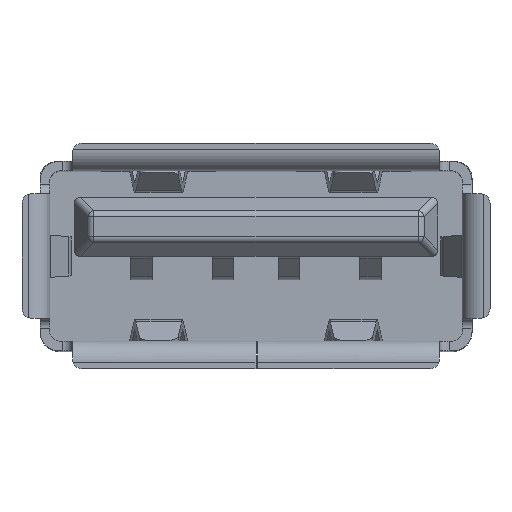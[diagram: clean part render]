
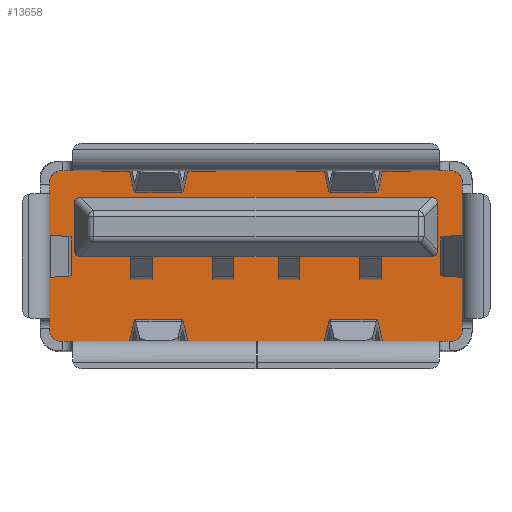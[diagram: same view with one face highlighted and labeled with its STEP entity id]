
A CAD part, top view. The second image highlights one B-rep face of the part: STEP entity #13658.
In plain terms, the highlighted planar face has unit normal (0, 0, 1).
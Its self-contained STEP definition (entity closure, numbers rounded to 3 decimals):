
#1065=FACE_BOUND('',#2305,.T.);
#1110=PLANE('',#14424);
#1557=FACE_OUTER_BOUND('',#2304,.T.);
#2304=EDGE_LOOP('',(#9597,#9598,#9599,#9600,#9601,#9602,#9603,#9604));
#2305=EDGE_LOOP('',(#9605,#9606,#9607,#9608,#9609,#9610,#9611,#9612,#9613,
#9614,#9615,#9616,#9617,#9618,#9619,#9620,#9621,#9622,#9623,#9624,#9625,
#9626,#9627,#9628));
#3084=LINE('',#19191,#4477);
#3099=LINE('',#19222,#4492);
#3114=LINE('',#19253,#4507);
#3129=LINE('',#19284,#4522);
#3139=LINE('',#19305,#4532);
#3145=LINE('',#19324,#4538);
#3159=LINE('',#19355,#4552);
#3164=LINE('',#19373,#4557);
#3165=LINE('',#19377,#4558);
#3166=LINE('',#19378,#4559);
#3167=LINE('',#19380,#4560);
#3168=LINE('',#19382,#4561);
#3169=LINE('',#19386,#4562);
#3170=LINE('',#19390,#4563);
#3171=LINE('',#19394,#4564);
#3172=LINE('',#19398,#4565);
#3173=LINE('',#19399,#4566);
#3174=LINE('',#19401,#4567);
#3175=LINE('',#19403,#4568);
#3176=LINE('',#19404,#4569);
#3177=LINE('',#19406,#4570);
#3178=LINE('',#19408,#4571);
#3179=LINE('',#19409,#4572);
#3180=LINE('',#19410,#4573);
#4477=VECTOR('',#15550,1000.);
#4492=VECTOR('',#15569,1000.);
#4507=VECTOR('',#15588,1000.);
#4522=VECTOR('',#15607,1000.);
#4532=VECTOR('',#15621,1000.);
#4538=VECTOR('',#15637,1000.);
#4552=VECTOR('',#15661,1000.);
#4557=VECTOR('',#15682,1000.);
#4558=VECTOR('',#15685,1000.);
#4559=VECTOR('',#15686,1000.);
#4560=VECTOR('',#15687,1000.);
#4561=VECTOR('',#15688,1000.);
#4562=VECTOR('',#15691,1000.);
#4563=VECTOR('',#15694,1000.);
#4564=VECTOR('',#15697,1000.);
#4565=VECTOR('',#15700,1000.);
#4566=VECTOR('',#15701,1000.);
#4567=VECTOR('',#15702,1000.);
#4568=VECTOR('',#15703,1000.);
#4569=VECTOR('',#15704,1000.);
#4570=VECTOR('',#15705,1000.);
#4571=VECTOR('',#15706,1000.);
#4572=VECTOR('',#15707,1000.);
#4573=VECTOR('',#15708,1000.);
#5845=CIRCLE('',#14409,0.3);
#5847=CIRCLE('',#14413,0.3);
#5850=CIRCLE('',#14418,0.3);
#5852=CIRCLE('',#14421,0.3);
#5854=CIRCLE('',#14425,0.2);
#5855=CIRCLE('',#14426,0.2);
#5856=CIRCLE('',#14427,0.2);
#5857=CIRCLE('',#14428,0.2);
#6202=VERTEX_POINT('',#19189);
#6203=VERTEX_POINT('',#19190);
#6216=VERTEX_POINT('',#19220);
#6217=VERTEX_POINT('',#19221);
#6230=VERTEX_POINT('',#19251);
#6231=VERTEX_POINT('',#19252);
#6244=VERTEX_POINT('',#19282);
#6245=VERTEX_POINT('',#19283);
#6253=VERTEX_POINT('',#19302);
#6254=VERTEX_POINT('',#19304);
#6259=VERTEX_POINT('',#19316);
#6260=VERTEX_POINT('',#19320);
#6262=VERTEX_POINT('',#19323);
#6268=VERTEX_POINT('',#19339);
#6274=VERTEX_POINT('',#19353);
#6276=VERTEX_POINT('',#19362);
#6280=VERTEX_POINT('',#19375);
#6281=VERTEX_POINT('',#19376);
#6282=VERTEX_POINT('',#19379);
#6283=VERTEX_POINT('',#19381);
#6284=VERTEX_POINT('',#19383);
#6285=VERTEX_POINT('',#19385);
#6286=VERTEX_POINT('',#19387);
#6287=VERTEX_POINT('',#19389);
#6288=VERTEX_POINT('',#19391);
#6289=VERTEX_POINT('',#19393);
#6290=VERTEX_POINT('',#19395);
#6291=VERTEX_POINT('',#19397);
#6292=VERTEX_POINT('',#19400);
#6293=VERTEX_POINT('',#19402);
#6294=VERTEX_POINT('',#19405);
#6295=VERTEX_POINT('',#19407);
#7492=EDGE_CURVE('',#6202,#6203,#3084,.T.);
#7507=EDGE_CURVE('',#6216,#6217,#3099,.T.);
#7522=EDGE_CURVE('',#6230,#6231,#3114,.T.);
#7537=EDGE_CURVE('',#6244,#6245,#3129,.T.);
#7548=EDGE_CURVE('',#6254,#6253,#3139,.T.);
#7555=EDGE_CURVE('',#6253,#6259,#5845,.T.);
#7557=EDGE_CURVE('',#6262,#6260,#3145,.T.);
#7568=EDGE_CURVE('',#6268,#6254,#5847,.T.);
#7574=EDGE_CURVE('',#6259,#6274,#3159,.T.);
#7576=EDGE_CURVE('',#6274,#6262,#5850,.T.);
#7579=EDGE_CURVE('',#6260,#6276,#5852,.T.);
#7584=EDGE_CURVE('',#6276,#6268,#3164,.T.);
#7585=EDGE_CURVE('',#6280,#6281,#3165,.T.);
#7586=EDGE_CURVE('',#6245,#6280,#3166,.T.);
#7587=EDGE_CURVE('',#6282,#6244,#3167,.T.);
#7588=EDGE_CURVE('',#6283,#6282,#3168,.T.);
#7589=EDGE_CURVE('',#6283,#6284,#5854,.T.);
#7590=EDGE_CURVE('',#6285,#6284,#3169,.T.);
#7591=EDGE_CURVE('',#6285,#6286,#5855,.T.);
#7592=EDGE_CURVE('',#6287,#6286,#3170,.T.);
#7593=EDGE_CURVE('',#6287,#6288,#5856,.T.);
#7594=EDGE_CURVE('',#6289,#6288,#3171,.T.);
#7595=EDGE_CURVE('',#6289,#6290,#5857,.T.);
#7596=EDGE_CURVE('',#6291,#6290,#3172,.T.);
#7597=EDGE_CURVE('',#6203,#6291,#3173,.T.);
#7598=EDGE_CURVE('',#6292,#6202,#3174,.T.);
#7599=EDGE_CURVE('',#6293,#6292,#3175,.T.);
#7600=EDGE_CURVE('',#6217,#6293,#3176,.T.);
#7601=EDGE_CURVE('',#6294,#6216,#3177,.T.);
#7602=EDGE_CURVE('',#6295,#6294,#3178,.T.);
#7603=EDGE_CURVE('',#6231,#6295,#3179,.T.);
#7604=EDGE_CURVE('',#6281,#6230,#3180,.T.);
#9597=ORIENTED_EDGE('',*,*,#7568,.T.);
#9598=ORIENTED_EDGE('',*,*,#7548,.T.);
#9599=ORIENTED_EDGE('',*,*,#7555,.T.);
#9600=ORIENTED_EDGE('',*,*,#7574,.T.);
#9601=ORIENTED_EDGE('',*,*,#7576,.T.);
#9602=ORIENTED_EDGE('',*,*,#7557,.T.);
#9603=ORIENTED_EDGE('',*,*,#7579,.T.);
#9604=ORIENTED_EDGE('',*,*,#7584,.T.);
#9605=ORIENTED_EDGE('',*,*,#7585,.F.);
#9606=ORIENTED_EDGE('',*,*,#7586,.F.);
#9607=ORIENTED_EDGE('',*,*,#7537,.F.);
#9608=ORIENTED_EDGE('',*,*,#7587,.F.);
#9609=ORIENTED_EDGE('',*,*,#7588,.F.);
#9610=ORIENTED_EDGE('',*,*,#7589,.T.);
#9611=ORIENTED_EDGE('',*,*,#7590,.F.);
#9612=ORIENTED_EDGE('',*,*,#7591,.T.);
#9613=ORIENTED_EDGE('',*,*,#7592,.F.);
#9614=ORIENTED_EDGE('',*,*,#7593,.T.);
#9615=ORIENTED_EDGE('',*,*,#7594,.F.);
#9616=ORIENTED_EDGE('',*,*,#7595,.T.);
#9617=ORIENTED_EDGE('',*,*,#7596,.F.);
#9618=ORIENTED_EDGE('',*,*,#7597,.F.);
#9619=ORIENTED_EDGE('',*,*,#7492,.F.);
#9620=ORIENTED_EDGE('',*,*,#7598,.F.);
#9621=ORIENTED_EDGE('',*,*,#7599,.F.);
#9622=ORIENTED_EDGE('',*,*,#7600,.F.);
#9623=ORIENTED_EDGE('',*,*,#7507,.F.);
#9624=ORIENTED_EDGE('',*,*,#7601,.F.);
#9625=ORIENTED_EDGE('',*,*,#7602,.F.);
#9626=ORIENTED_EDGE('',*,*,#7603,.F.);
#9627=ORIENTED_EDGE('',*,*,#7522,.F.);
#9628=ORIENTED_EDGE('',*,*,#7604,.F.);
#13658=ADVANCED_FACE('',(#1557,#1065),#1110,.T.);
#14409=AXIS2_PLACEMENT_3D('',#19318,#15632,#15633);
#14413=AXIS2_PLACEMENT_3D('',#19343,#15651,#15652);
#14418=AXIS2_PLACEMENT_3D('',#19358,#15666,#15667);
#14421=AXIS2_PLACEMENT_3D('',#19364,#15673,#15674);
#14424=AXIS2_PLACEMENT_3D('',#19374,#15683,#15684);
#14425=AXIS2_PLACEMENT_3D('',#19384,#15689,#15690);
#14426=AXIS2_PLACEMENT_3D('',#19388,#15692,#15693);
#14427=AXIS2_PLACEMENT_3D('',#19392,#15695,#15696);
#14428=AXIS2_PLACEMENT_3D('',#19396,#15698,#15699);
#15550=DIRECTION('',(1.,0.,0.));
#15569=DIRECTION('',(1.,0.,0.));
#15588=DIRECTION('',(1.,0.,0.));
#15607=DIRECTION('',(1.,0.,0.));
#15621=DIRECTION('',(-1.,0.,0.));
#15632=DIRECTION('center_axis',(0.,0.,1.));
#15633=DIRECTION('ref_axis',(1.,0.,0.));
#15637=DIRECTION('',(1.,0.,0.));
#15651=DIRECTION('center_axis',(0.,0.,1.));
#15652=DIRECTION('ref_axis',(1.,0.,0.));
#15661=DIRECTION('',(0.,-1.,0.));
#15666=DIRECTION('center_axis',(0.,0.,1.));
#15667=DIRECTION('ref_axis',(1.,0.,0.));
#15673=DIRECTION('center_axis',(0.,0.,1.));
#15674=DIRECTION('ref_axis',(1.,0.,0.));
#15682=DIRECTION('',(0.,1.,0.));
#15683=DIRECTION('center_axis',(0.,0.,1.));
#15684=DIRECTION('ref_axis',(1.,0.,0.));
#15685=DIRECTION('',(1.,0.,0.));
#15686=DIRECTION('',(0.,-1.,0.));
#15687=DIRECTION('',(0.,1.,0.));
#15688=DIRECTION('',(1.,0.,0.));
#15689=DIRECTION('center_axis',(0.,0.,-1.));
#15690=DIRECTION('ref_axis',(1.,0.,0.));
#15691=DIRECTION('',(0.,-1.,0.));
#15692=DIRECTION('center_axis',(0.,0.,-1.));
#15693=DIRECTION('ref_axis',(1.,0.,0.));
#15694=DIRECTION('',(-1.,0.,0.));
#15695=DIRECTION('center_axis',(0.,0.,-1.));
#15696=DIRECTION('ref_axis',(1.,0.,0.));
#15697=DIRECTION('',(0.,1.,0.));
#15698=DIRECTION('center_axis',(0.,0.,-1.));
#15699=DIRECTION('ref_axis',(1.,0.,0.));
#15700=DIRECTION('',(1.,0.,0.));
#15701=DIRECTION('',(0.,-1.,0.));
#15702=DIRECTION('',(0.,1.,0.));
#15703=DIRECTION('',(1.,0.,0.));
#15704=DIRECTION('',(0.,-1.,0.));
#15705=DIRECTION('',(0.,1.,0.));
#15706=DIRECTION('',(1.,0.,0.));
#15707=DIRECTION('',(0.,-1.,0.));
#15708=DIRECTION('',(0.,1.,0.));
#19189=CARTESIAN_POINT('',(3.,0.25,3.));
#19190=CARTESIAN_POINT('',(4.,0.25,3.));
#19191=CARTESIAN_POINT('',(3.,0.25,3.));
#19220=CARTESIAN_POINT('',(0.5,0.25,3.));
#19221=CARTESIAN_POINT('',(1.5,0.25,3.));
#19222=CARTESIAN_POINT('',(0.5,0.25,3.));
#19251=CARTESIAN_POINT('',(-1.5,0.25,3.));
#19252=CARTESIAN_POINT('',(-0.5,0.25,3.));
#19253=CARTESIAN_POINT('',(-1.5,0.25,3.));
#19282=CARTESIAN_POINT('',(-4.,0.25,3.));
#19283=CARTESIAN_POINT('',(-3.,0.25,3.));
#19284=CARTESIAN_POINT('',(-4.,0.25,3.));
#19302=CARTESIAN_POINT('',(-6.,2.6,3.));
#19304=CARTESIAN_POINT('',(6.,2.6,3.));
#19305=CARTESIAN_POINT('',(6.,2.6,3.));
#19316=CARTESIAN_POINT('',(-6.3,2.3,3.));
#19318=CARTESIAN_POINT('Origin',(-6.,2.3,3.));
#19320=CARTESIAN_POINT('',(6.,-2.6,3.));
#19323=CARTESIAN_POINT('',(-6.,-2.6,3.));
#19324=CARTESIAN_POINT('',(-6.,-2.6,3.));
#19339=CARTESIAN_POINT('',(6.3,2.3,3.));
#19343=CARTESIAN_POINT('Origin',(6.,2.3,3.));
#19353=CARTESIAN_POINT('',(-6.3,-2.3,3.));
#19355=CARTESIAN_POINT('',(-6.3,2.3,3.));
#19358=CARTESIAN_POINT('Origin',(-6.,-2.3,3.));
#19362=CARTESIAN_POINT('',(6.3,-2.3,3.));
#19364=CARTESIAN_POINT('Origin',(6.,-2.3,3.));
#19373=CARTESIAN_POINT('',(6.3,-2.3,3.));
#19374=CARTESIAN_POINT('Origin',(6.,2.3,3.));
#19375=CARTESIAN_POINT('',(-3.,0.,3.));
#19376=CARTESIAN_POINT('',(-1.5,0.,3.));
#19377=CARTESIAN_POINT('',(5.55,0.,3.));
#19378=CARTESIAN_POINT('',(-3.,-0.25,3.));
#19379=CARTESIAN_POINT('',(-4.,0.,3.));
#19380=CARTESIAN_POINT('',(-4.,-0.25,3.));
#19381=CARTESIAN_POINT('',(-5.35,0.,3.));
#19382=CARTESIAN_POINT('',(5.55,0.,3.));
#19383=CARTESIAN_POINT('',(-5.55,0.2,3.));
#19384=CARTESIAN_POINT('Origin',(-5.35,0.2,3.));
#19385=CARTESIAN_POINT('',(-5.55,1.6,3.));
#19386=CARTESIAN_POINT('',(-5.55,1.8,3.));
#19387=CARTESIAN_POINT('',(-5.35,1.8,3.));
#19388=CARTESIAN_POINT('Origin',(-5.35,1.6,3.));
#19389=CARTESIAN_POINT('',(5.35,1.8,3.));
#19390=CARTESIAN_POINT('',(5.55,1.8,3.));
#19391=CARTESIAN_POINT('',(5.55,1.6,3.));
#19392=CARTESIAN_POINT('Origin',(5.35,1.6,3.));
#19393=CARTESIAN_POINT('',(5.55,0.2,3.));
#19394=CARTESIAN_POINT('',(5.55,1.8,3.));
#19395=CARTESIAN_POINT('',(5.35,0.,3.));
#19396=CARTESIAN_POINT('Origin',(5.35,0.2,3.));
#19397=CARTESIAN_POINT('',(4.,0.,3.));
#19398=CARTESIAN_POINT('',(5.55,0.,3.));
#19399=CARTESIAN_POINT('',(4.,-0.25,3.));
#19400=CARTESIAN_POINT('',(3.,0.,3.));
#19401=CARTESIAN_POINT('',(3.,-0.25,3.));
#19402=CARTESIAN_POINT('',(1.5,0.,3.));
#19403=CARTESIAN_POINT('',(5.55,0.,3.));
#19404=CARTESIAN_POINT('',(1.5,-0.25,3.));
#19405=CARTESIAN_POINT('',(0.5,0.,3.));
#19406=CARTESIAN_POINT('',(0.5,-0.25,3.));
#19407=CARTESIAN_POINT('',(-0.5,0.,3.));
#19408=CARTESIAN_POINT('',(5.55,0.,3.));
#19409=CARTESIAN_POINT('',(-0.5,-0.25,3.));
#19410=CARTESIAN_POINT('',(-1.5,-0.25,3.));
